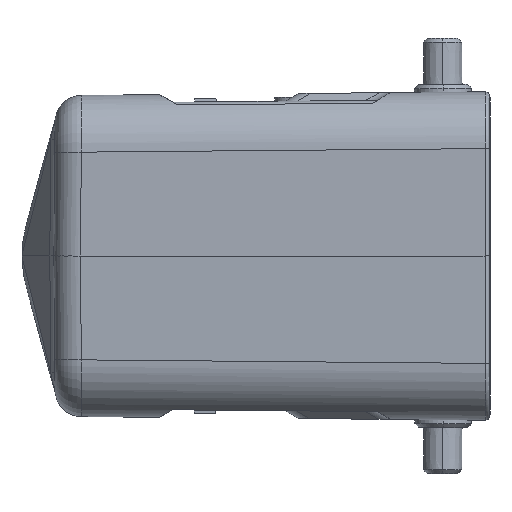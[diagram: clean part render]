
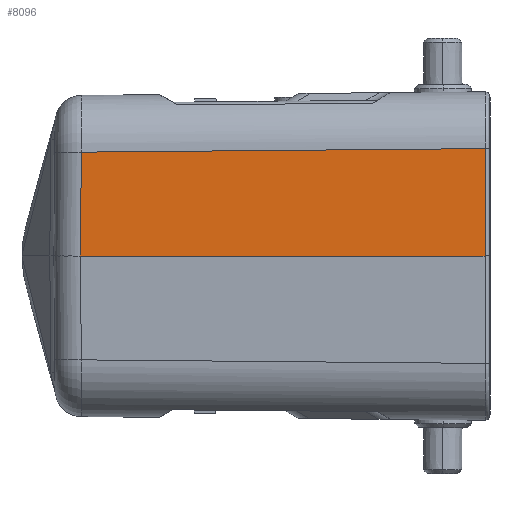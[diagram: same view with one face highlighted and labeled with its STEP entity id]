
A CAD part, left-side view. The second image highlights one B-rep face of the part: STEP entity #8096.
In plain terms, the highlighted planar face has unit normal (-1, 0.009, 0.009).
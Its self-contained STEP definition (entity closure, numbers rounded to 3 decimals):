
#553=CARTESIAN_POINT('',(-36.373,70.504,14.061));
#685=DIRECTION('',(0.009,0.,1.));
#686=VECTOR('',#685,14.062);
#687=CARTESIAN_POINT('',(-36.496,70.504,
0.));
#688=LINE('',#687,#686);
#697=CARTESIAN_POINT('',(-36.496,70.504,
0.));
#698=CARTESIAN_POINT('',(-36.494,70.672,
0.));
#699=CARTESIAN_POINT('',(-36.493,70.841,
-0.001));
#700=CARTESIAN_POINT('',(-36.491,71.009,
-0.001));
#702=DIRECTION('',(0.009,1.,0.));
#703=VECTOR('',#702,52.524);
#704=CARTESIAN_POINT('',(-36.491,71.009,
-0.001));
#705=LINE('',#704,#703);
#706=DIRECTION('',(0.009,-0.009,1.));
#707=VECTOR('',#706,13.601);
#708=CARTESIAN_POINT('',(-36.033,123.531,
0.));
#709=LINE('',#708,#707);
#710=DIRECTION('',(-0.009,-1.,0.009));
#711=VECTOR('',#710,52.912);
#712=CARTESIAN_POINT('',(-35.915,123.412,13.6));
#713=LINE('',#712,#711);
#1699=CARTESIAN_POINT('',(-36.033,123.531,
0.));
#6078=VERTEX_POINT('',#553);
#6079=CARTESIAN_POINT('',(-35.915,123.412,13.6));
#6080=VERTEX_POINT('',#6079);
#6660=VERTEX_POINT('',#1699);
#6664=CARTESIAN_POINT('',(-36.496,70.504,
0.));
#6666=VERTEX_POINT('',#6664);
#6667=CARTESIAN_POINT('',(-36.491,71.009,
-0.001));
#6668=VERTEX_POINT('',#6667);
#8081=CARTESIAN_POINT('',(-36.302,70.,22.725));
#8082=DIRECTION('',(-1.,0.009,0.009));
#8083=DIRECTION('',(-0.009,0.,-1.));
#8084=AXIS2_PLACEMENT_3D('',#8081,#8082,#8083);
#8085=PLANE('',#8084);
#8086=ORIENTED_EDGE('',*,*,#8072,.F.);
#8088=ORIENTED_EDGE('',*,*,#8087,.T.);
#8090=ORIENTED_EDGE('',*,*,#8089,.T.);
#8092=ORIENTED_EDGE('',*,*,#8091,.T.);
#8093=ORIENTED_EDGE('',*,*,#7991,.T.);
#8094=EDGE_LOOP('',(#8086,#8088,#8090,#8092,#8093));
#8095=FACE_OUTER_BOUND('',#8094,.F.);
#8096=ADVANCED_FACE('',(#8095),#8085,.T.);
#701=B_SPLINE_CURVE_WITH_KNOTS('',3,(#697,#698,#699,#700),.UNSPECIFIED.,.F.,.F.,
(4,4),(0.,1.),.UNSPECIFIED.);
#7991=EDGE_CURVE('',#6080,#6078,#713,.T.);
#8072=EDGE_CURVE('',#6666,#6078,#688,.T.);
#8087=EDGE_CURVE('',#6666,#6668,#701,.T.);
#8089=EDGE_CURVE('',#6668,#6660,#705,.T.);
#8091=EDGE_CURVE('',#6660,#6080,#709,.T.);
